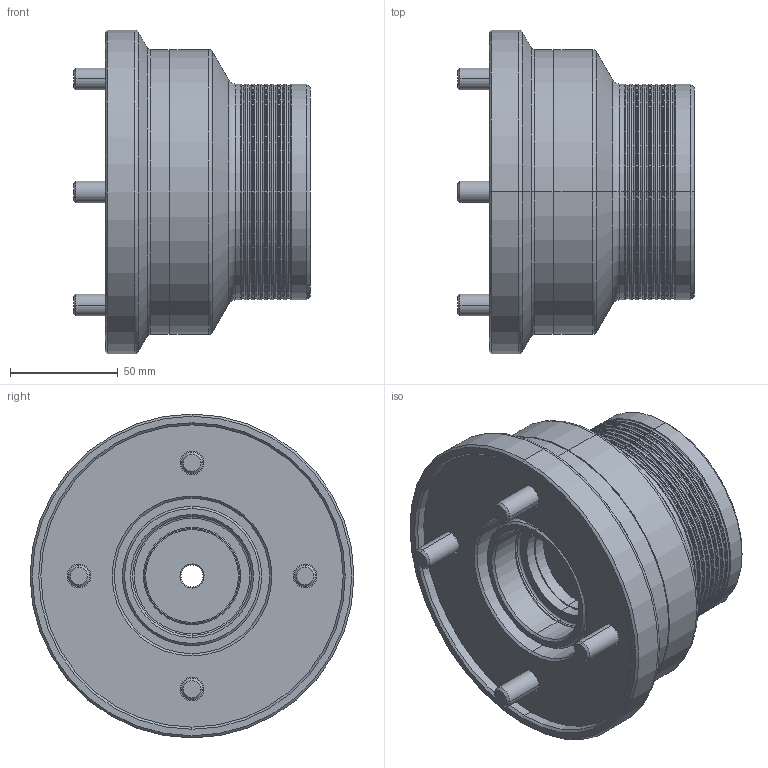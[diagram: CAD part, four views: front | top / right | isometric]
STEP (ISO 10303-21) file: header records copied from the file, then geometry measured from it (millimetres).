
FILE_DESCRIPTION (( 'STEP AP203' ), '1' );
FILE_NAME ('CF-CBE-42.STEP', '2020-10-29T00:12:44', ( '' ), ( '' ), 'SwSTEP 2.0', 'SolidWorks 2016', '' );
FILE_SCHEMA (( 'CONFIG_CONTROL_DESIGN' ));
Length unit declared in the file: millimetre
Products named in the file (6): CF-CBE-42-01010; CF-CBE-42-04010; CF-CBE-42-09010; 圓頭內六角螺栓_M10x25; CF-CBE-42-03010; CF-CBE-42
Assembly tree (8 placements, depth 2):
  CF-CBE-42
    CF-CBE-42-01010
    CF-CBE-42-04010
    CF-CBE-42-09010
    圓頭內六角螺栓_M10x25  x4
    CF-CBE-42-03010
Bounding box: 109.5 x 150 x 150 mm (x, y, z)
Volume: 805043.2 mm3; surface area: 158023.2 mm2
Topology: 8 solids, 8 shells, 318 faces, 668 edges, 382 vertices
Faces by surface type: cone 96, cylinder 92, plane 84, torus 46
Entity records: 7132 total; most frequent: DIRECTION 1322, CARTESIAN_POINT 1035, ORIENTED_EDGE 996, AXIS2_PLACEMENT_3D 570, EDGE_CURVE 498, CIRCLE 316, VERTEX_POINT 283, EDGE_LOOP 277
